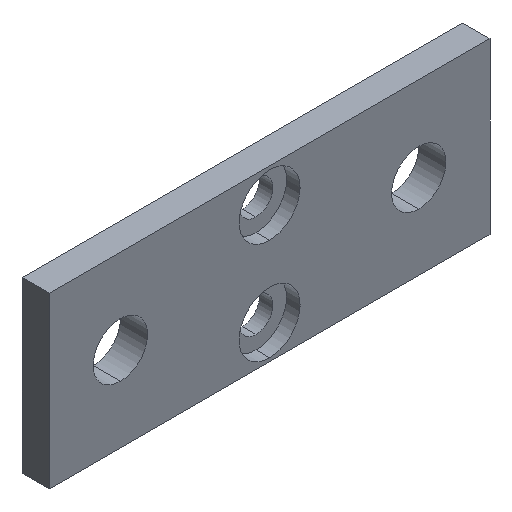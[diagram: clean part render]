
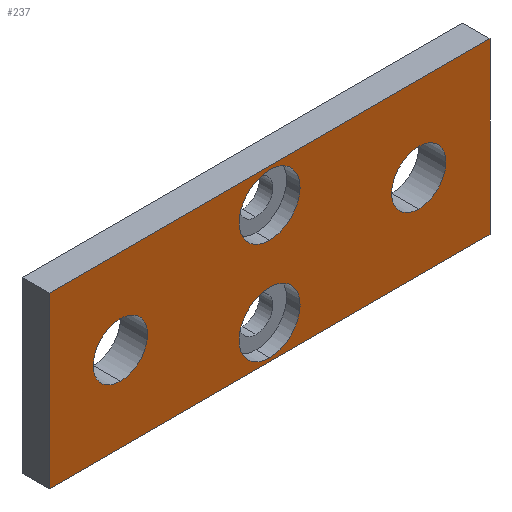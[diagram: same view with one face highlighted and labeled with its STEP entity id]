
A CAD part, isometric view. The second image highlights one B-rep face of the part: STEP entity #237.
In plain terms, the highlighted planar face has unit normal (0, -1, 0).
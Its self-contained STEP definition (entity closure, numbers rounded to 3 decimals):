
#7 = DIRECTION ( 'NONE',  ( 0., 0., 1. ) ) ;
#24 = DIRECTION ( 'NONE',  ( 0., 0., -1. ) ) ;
#29 = EDGE_CURVE ( 'NONE', #30, #642, #594, .T. ) ;
#30 = VERTEX_POINT ( 'NONE', #42 ) ;
#32 = EDGE_CURVE ( 'NONE', #396, #383, #243, .T. ) ;
#42 = CARTESIAN_POINT ( 'NONE',  ( -32.5, 0., 12.5 ) ) ;
#48 = CARTESIAN_POINT ( 'NONE',  ( -32.5, 0., -12.5 ) ) ;
#69 = AXIS2_PLACEMENT_3D ( 'NONE', #189, #395, #100 ) ;
#80 = CIRCLE ( 'NONE', #330, 4. ) ;
#81 = CARTESIAN_POINT ( 'NONE',  ( 0., 0., -7.5 ) ) ;
#82 = CIRCLE ( 'NONE', #167, 4.5 ) ;
#86 = VERTEX_POINT ( 'NONE', #641 ) ;
#92 = AXIS2_PLACEMENT_3D ( 'NONE', #212, #557, #408 ) ;
#99 = DIRECTION ( 'NONE',  ( 1., 0., 0. ) ) ;
#100 = DIRECTION ( 'NONE',  ( 0., 0., -1. ) ) ;
#102 = EDGE_CURVE ( 'NONE', #118, #357, #559, .T. ) ;
#105 = DIRECTION ( 'NONE',  ( 0., 0., 1. ) ) ;
#107 = ORIENTED_EDGE ( 'NONE', *, *, #29, .F. ) ;
#108 = DIRECTION ( 'NONE',  ( 0., 0., -1. ) ) ;
#109 = PLANE ( 'NONE',  #626 ) ;
#113 = FACE_BOUND ( 'NONE', #515, .T. ) ;
#115 = DIRECTION ( 'NONE',  ( 0., -1., 0. ) ) ;
#116 = VECTOR ( 'NONE', #512, 1000. ) ;
#118 = VERTEX_POINT ( 'NONE', #386 ) ;
#128 = CIRCLE ( 'NONE', #486, 4. ) ;
#136 = DIRECTION ( 'NONE',  ( 0., -1., 0. ) ) ;
#139 = VERTEX_POINT ( 'NONE', #213 ) ;
#145 = CARTESIAN_POINT ( 'NONE',  ( 0., 0., 12. ) ) ;
#149 = EDGE_CURVE ( 'NONE', #383, #30, #501, .T. ) ;
#153 = CARTESIAN_POINT ( 'NONE',  ( 0., 0., 7.5 ) ) ;
#158 = DIRECTION ( 'NONE',  ( 0., 0., -1. ) ) ;
#159 = EDGE_CURVE ( 'NONE', #86, #468, #82, .T. ) ;
#160 = EDGE_LOOP ( 'NONE', ( #326, #627 ) ) ;
#167 = AXIS2_PLACEMENT_3D ( 'NONE', #153, #302, #514 ) ;
#174 = CARTESIAN_POINT ( 'NONE',  ( -22., 0., -4. ) ) ;
#189 = CARTESIAN_POINT ( 'NONE',  ( 0., 0., -7.5 ) ) ;
#202 = ORIENTED_EDGE ( 'NONE', *, *, #149, .F. ) ;
#204 = CARTESIAN_POINT ( 'NONE',  ( 32.5, 0., -12.5 ) ) ;
#207 = VECTOR ( 'NONE', #105, 1000. ) ;
#210 = AXIS2_PLACEMENT_3D ( 'NONE', #372, #572, #429 ) ;
#211 = CARTESIAN_POINT ( 'NONE',  ( 32.5, 0., -12.5 ) ) ;
#212 = CARTESIAN_POINT ( 'NONE',  ( 0., 0., 7.5 ) ) ;
#213 = CARTESIAN_POINT ( 'NONE',  ( -22., 0., 4. ) ) ;
#216 = EDGE_CURVE ( 'NONE', #642, #396, #609, .T. ) ;
#222 = CARTESIAN_POINT ( 'NONE',  ( -22., 0., 0. ) ) ;
#225 = ORIENTED_EDGE ( 'NONE', *, *, #303, .F. ) ;
#237 = ADVANCED_FACE ( 'NONE', ( #359, #113, #504, #361, #415 ), #109, .F. ) ;
#243 = LINE ( 'NONE', #595, #116 ) ;
#250 = CARTESIAN_POINT ( 'NONE',  ( -32.5, 0., -12.5 ) ) ;
#258 = CARTESIAN_POINT ( 'NONE',  ( 32.5, 0., 12.5 ) ) ;
#265 = CIRCLE ( 'NONE', #92, 4.5 ) ;
#271 = CARTESIAN_POINT ( 'NONE',  ( 0., 0., -3. ) ) ;
#281 = VERTEX_POINT ( 'NONE', #527 ) ;
#296 = ORIENTED_EDGE ( 'NONE', *, *, #474, .F. ) ;
#302 = DIRECTION ( 'NONE',  ( 0., -1., 0. ) ) ;
#303 = EDGE_CURVE ( 'NONE', #357, #118, #602, .T. ) ;
#305 = CARTESIAN_POINT ( 'NONE',  ( 0., 0., 0. ) ) ;
#308 = DIRECTION ( 'NONE',  ( 0., 0., 1. ) ) ;
#310 = CARTESIAN_POINT ( 'NONE',  ( 22., 0., 4. ) ) ;
#321 = ORIENTED_EDGE ( 'NONE', *, *, #632, .F. ) ;
#326 = ORIENTED_EDGE ( 'NONE', *, *, #575, .F. ) ;
#330 = AXIS2_PLACEMENT_3D ( 'NONE', #555, #454, #7 ) ;
#339 = ORIENTED_EDGE ( 'NONE', *, *, #159, .F. ) ;
#346 = ORIENTED_EDGE ( 'NONE', *, *, #216, .F. ) ;
#347 = ORIENTED_EDGE ( 'NONE', *, *, #32, .F. ) ;
#351 = EDGE_CURVE ( 'NONE', #534, #281, #376, .T. ) ;
#353 = VECTOR ( 'NONE', #99, 1000. ) ;
#357 = VERTEX_POINT ( 'NONE', #271 ) ;
#359 = FACE_BOUND ( 'NONE', #387, .T. ) ;
#361 = FACE_BOUND ( 'NONE', #160, .T. ) ;
#372 = CARTESIAN_POINT ( 'NONE',  ( 22., 0., 0. ) ) ;
#376 = CIRCLE ( 'NONE', #210, 4. ) ;
#379 = ORIENTED_EDGE ( 'NONE', *, *, #102, .F. ) ;
#383 = VERTEX_POINT ( 'NONE', #250 ) ;
#386 = CARTESIAN_POINT ( 'NONE',  ( 0., 0., -12. ) ) ;
#387 = EDGE_LOOP ( 'NONE', ( #379, #225 ) ) ;
#395 = DIRECTION ( 'NONE',  ( 0., -1., 0. ) ) ;
#396 = VERTEX_POINT ( 'NONE', #204 ) ;
#402 = CARTESIAN_POINT ( 'NONE',  ( -22., 0., 0. ) ) ;
#406 = AXIS2_PLACEMENT_3D ( 'NONE', #81, #136, #24 ) ;
#408 = DIRECTION ( 'NONE',  ( 0., 0., -1. ) ) ;
#415 = FACE_OUTER_BOUND ( 'NONE', #588, .T. ) ;
#429 = DIRECTION ( 'NONE',  ( 0., 0., 1. ) ) ;
#454 = DIRECTION ( 'NONE',  ( 0., -1., 0. ) ) ;
#468 = VERTEX_POINT ( 'NONE', #145 ) ;
#474 = EDGE_CURVE ( 'NONE', #139, #503, #598, .T. ) ;
#486 = AXIS2_PLACEMENT_3D ( 'NONE', #222, #115, #513 ) ;
#501 = LINE ( 'NONE', #48, #207 ) ;
#503 = VERTEX_POINT ( 'NONE', #174 ) ;
#504 = FACE_BOUND ( 'NONE', #580, .T. ) ;
#506 = DIRECTION ( 'NONE',  ( 0., 1., 0. ) ) ;
#508 = AXIS2_PLACEMENT_3D ( 'NONE', #402, #600, #108 ) ;
#512 = DIRECTION ( 'NONE',  ( -1., 0., 0. ) ) ;
#513 = DIRECTION ( 'NONE',  ( 0., 0., -1. ) ) ;
#514 = DIRECTION ( 'NONE',  ( 0., 0., -1. ) ) ;
#515 = EDGE_LOOP ( 'NONE', ( #339, #549 ) ) ;
#521 = VECTOR ( 'NONE', #158, 1000. ) ;
#527 = CARTESIAN_POINT ( 'NONE',  ( 22., 0., -4. ) ) ;
#534 = VERTEX_POINT ( 'NONE', #310 ) ;
#540 = CARTESIAN_POINT ( 'NONE',  ( -32.5, 0., 12.5 ) ) ;
#549 = ORIENTED_EDGE ( 'NONE', *, *, #587, .F. ) ;
#555 = CARTESIAN_POINT ( 'NONE',  ( 22., 0., 0. ) ) ;
#557 = DIRECTION ( 'NONE',  ( 0., -1., 0. ) ) ;
#559 = CIRCLE ( 'NONE', #69, 4.5 ) ;
#572 = DIRECTION ( 'NONE',  ( 0., -1., 0. ) ) ;
#575 = EDGE_CURVE ( 'NONE', #281, #534, #80, .T. ) ;
#580 = EDGE_LOOP ( 'NONE', ( #321, #296 ) ) ;
#587 = EDGE_CURVE ( 'NONE', #468, #86, #265, .T. ) ;
#588 = EDGE_LOOP ( 'NONE', ( #346, #107, #202, #347 ) ) ;
#594 = LINE ( 'NONE', #540, #353 ) ;
#595 = CARTESIAN_POINT ( 'NONE',  ( -32.5, 0., -12.5 ) ) ;
#598 = CIRCLE ( 'NONE', #508, 4. ) ;
#600 = DIRECTION ( 'NONE',  ( 0., -1., 0. ) ) ;
#602 = CIRCLE ( 'NONE', #406, 4.5 ) ;
#609 = LINE ( 'NONE', #211, #521 ) ;
#626 = AXIS2_PLACEMENT_3D ( 'NONE', #305, #506, #308 ) ;
#627 = ORIENTED_EDGE ( 'NONE', *, *, #351, .F. ) ;
#632 = EDGE_CURVE ( 'NONE', #503, #139, #128, .T. ) ;
#641 = CARTESIAN_POINT ( 'NONE',  ( 0., 0., 3. ) ) ;
#642 = VERTEX_POINT ( 'NONE', #258 ) ;
